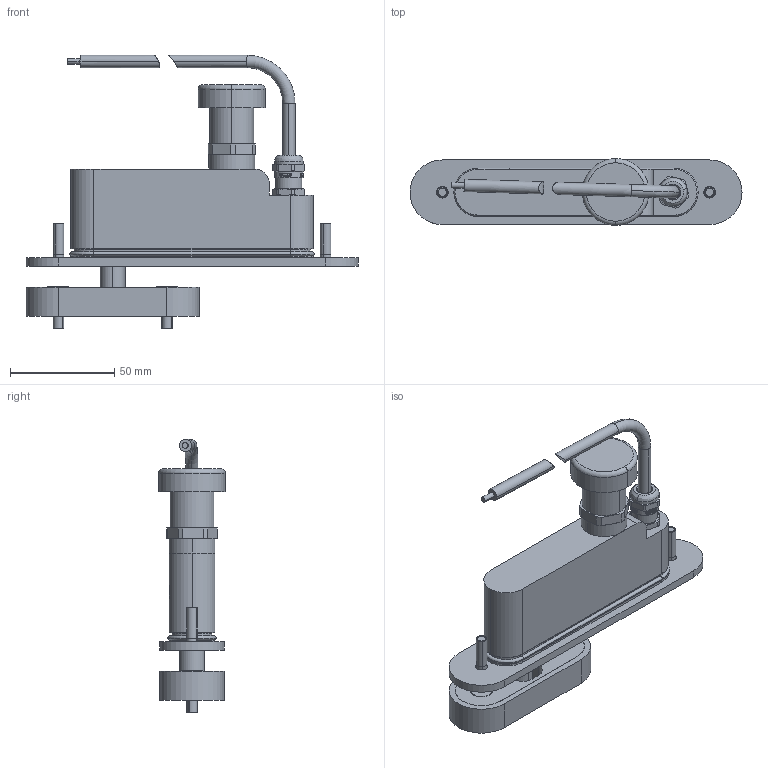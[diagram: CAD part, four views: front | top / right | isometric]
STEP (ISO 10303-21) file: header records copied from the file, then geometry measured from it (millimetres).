
FILE_DESCRIPTION (( 'STEP AP203' ), '1' );
FILE_NAME ('102100-HD-Lock-EX.STEP', '2018-02-28T14:10:12', ( '' ), ( '' ), 'SwSTEP 2.0', 'SolidWorks 2015', '' );
FILE_SCHEMA (( 'CONFIG_CONTROL_DESIGN' ));
Length unit declared in the file: millimetre
Products named in the file (20): ORING-74x2-NBR70_GEHAEUSE; _HSK-INOX-EX-D_1_632_1200_50-GL; IM0110-Stabmagnet; _HSK-INOX-EX-D_1_632_1200_50-NU; 102100-GH-Gehause_Innenbereich gef〕lt (Version auf der Internetseite); 102100-HD-Lock-EX; _HSK-INOX-EX-D_1_632_1200_50-SE; 102100-DE02-Deckel; _HSK-INOX-EX-D_1_632_1200_50-CL; 102100-DE01-Deckel; _HSK-INOX-EX-D_1_632_1200_50-O-; 102000-sb01_a_schliessblech_sw; hsk-inox-ex-d_1_632_1200_50_asm; 102000-BO01_BOLZEN_sw; DIN7991-M5x20-A4; 1522778-Kabel_gebogenes Kabel; KD-0004166_Tasche_sw; GZ12204_RADIALWELLENDICHTRING; KD-0004142_Blende; Membrane_PMF200521_sw
Assembly tree (23 placements, depth 3):
  102100-HD-Lock-EX
    102100-GH-Gehause_Innenbereich gef〕lt (Version auf der Internetseite)
    102100-DE02-Deckel
    102100-DE01-Deckel
    102000-sb01_a_schliessblech_sw
    102000-BO01_BOLZEN_sw
    KD-0004166_Tasche_sw
    Membrane_PMF200521_sw
    hsk-inox-ex-d_1_632_1200_50_asm
      _HSK-INOX-EX-D_1_632_1200_50-GL
      _HSK-INOX-EX-D_1_632_1200_50-NU
      _HSK-INOX-EX-D_1_632_1200_50-SE
      _HSK-INOX-EX-D_1_632_1200_50-CL
      _HSK-INOX-EX-D_1_632_1200_50-O-
    1522778-Kabel_gebogenes Kabel
    KD-0004142_Blende
    DIN7991-M5x20-A4  x4
    GZ12204_RADIALWELLENDICHTRING
    ORING-74x2-NBR70_GEHAEUSE
    IM0110-Stabmagnet  x2
Bounding box: 159 x 32 x 130.9 mm (x, y, z)
Volume: 180775.4 mm3; surface area: 79615.3 mm2
Topology: 24 solids, 36 shells, 1103 faces, 2671 edges, 1699 vertices
Faces by surface type: plane 611, cylinder 290, cone 109, bspline 57, torus 36
Entity records: 35738 total; most frequent: CARTESIAN_POINT 8877, DIRECTION 5331, ORIENTED_EDGE 5030, EDGE_CURVE 2517, AXIS2_PLACEMENT_3D 2001, VERTEX_POINT 1610, VECTOR 1329, LINE 1329
